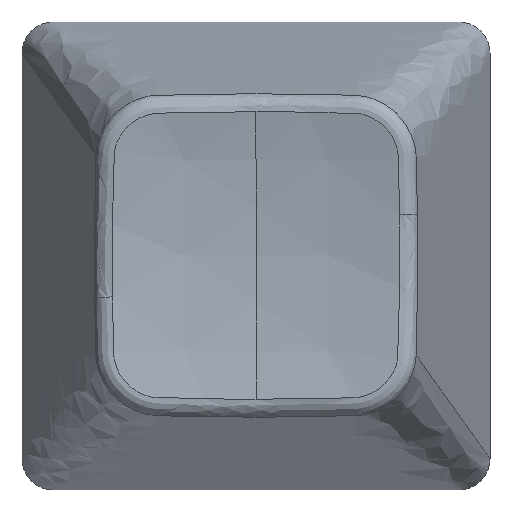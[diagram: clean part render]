
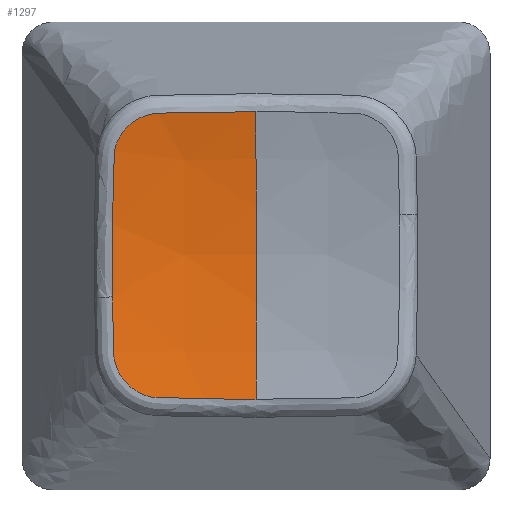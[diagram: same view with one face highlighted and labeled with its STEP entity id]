
A CAD part, top view. The second image highlights one B-rep face of the part: STEP entity #1297.
In plain terms, the highlighted spherical face has radius 33.352 mm.
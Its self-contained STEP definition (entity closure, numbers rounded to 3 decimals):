
#225 = VERTEX_POINT('',#226);
#226 = CARTESIAN_POINT('',(0.,5.852,
    23.852));
#336 = VERTEX_POINT('',#337);
#337 = CARTESIAN_POINT('',(-5.842,-1.689,
    23.894));
#344 = EDGE_CURVE('',#225,#336,#345,.T.);
#345 = B_SPLINE_CURVE_WITH_KNOTS('',3,(#346,#347,#348,#349,#350,#351,
    #352,#353,#354,#355,#356,#357,#358,#359,#360,#361,#362,#363,#364,
    #365,#366,#367,#368,#369,#370,#371,#372,#373,#374,#375),
  .UNSPECIFIED.,.F.,.F.,(4,2,2,2,2,2,2,2,2,2,2,2,2,2,4),(
    0.036,0.039,0.04,
    0.04,0.04,0.04,
    0.041,0.041,0.042,
    0.042,0.043,0.043,
    0.043,0.045,0.048),
  .UNSPECIFIED.);
#346 = CARTESIAN_POINT('',(0.,5.852,
    23.852));
#347 = CARTESIAN_POINT('',(-1.046,5.852,
    23.852));
#348 = CARTESIAN_POINT('',(-2.093,5.84,
    23.9));
#349 = CARTESIAN_POINT('',(-3.395,5.81,
    24.02));
#350 = CARTESIAN_POINT('',(-3.655,5.804,
    24.047));
#351 = CARTESIAN_POINT('',(-3.98,5.794,
    24.084));
#352 = CARTESIAN_POINT('',(-4.045,5.792,
    24.092));
#353 = CARTESIAN_POINT('',(-4.174,5.777,
    24.105));
#354 = CARTESIAN_POINT('',(-4.239,5.766,
    24.112));
#355 = CARTESIAN_POINT('',(-4.433,5.723,
    24.13));
#356 = CARTESIAN_POINT('',(-4.557,5.68,
    24.139));
#357 = CARTESIAN_POINT('',(-4.795,5.569,24.154)
  );
#358 = CARTESIAN_POINT('',(-4.91,5.502,24.16
    ));
#359 = CARTESIAN_POINT('',(-5.122,5.343,
    24.166));
#360 = CARTESIAN_POINT('',(-5.219,5.255,
    24.167));
#361 = CARTESIAN_POINT('',(-5.484,4.96,
    24.164));
#362 = CARTESIAN_POINT('',(-5.622,4.724,
    24.152));
#363 = CARTESIAN_POINT('',(-5.746,4.351,
    24.123));
#364 = CARTESIAN_POINT('',(-5.773,4.223,
    24.111));
#365 = CARTESIAN_POINT('',(-5.793,4.026,
    24.089));
#366 = CARTESIAN_POINT('',(-5.795,3.96,
    24.082));
#367 = CARTESIAN_POINT('',(-5.799,3.828,
    24.066));
#368 = CARTESIAN_POINT('',(-5.8,3.764,
    24.059));
#369 = CARTESIAN_POINT('',(-5.809,3.444,24.025
    ));
#370 = CARTESIAN_POINT('',(-5.815,3.188,24.
    ));
#371 = CARTESIAN_POINT('',(-5.832,2.419,
    23.934));
#372 = CARTESIAN_POINT('',(-5.84,1.906,
    23.901));
#373 = CARTESIAN_POINT('',(-5.856,0.367,23.839
    ));
#374 = CARTESIAN_POINT('',(-5.855,-0.66,
    23.843));
#375 = CARTESIAN_POINT('',(-5.842,-1.689,
    23.894));
#669 = EDGE_CURVE('',#670,#672,#674,.T.);
#670 = VERTEX_POINT('',#671);
#671 = CARTESIAN_POINT('',(0.,-5.852,
    23.852));
#672 = VERTEX_POINT('',#673);
#673 = CARTESIAN_POINT('',(0.,0.,23.335));
#674 = CIRCLE('',#675,33.352);
#675 = AXIS2_PLACEMENT_3D('',#676,#677,#678);
#676 = CARTESIAN_POINT('',(0.,0.,56.687));
#677 = DIRECTION('',(1.,-0.,0.));
#678 = DIRECTION('',(0.,0.,-1.));
#680 = EDGE_CURVE('',#225,#672,#681,.T.);
#681 = CIRCLE('',#682,33.352);
#682 = AXIS2_PLACEMENT_3D('',#683,#684,#685);
#683 = CARTESIAN_POINT('',(0.,0.,56.687));
#684 = DIRECTION('',(-1.,0.,0.));
#685 = DIRECTION('',(0.,-1.,0.));
#1297 = ADVANCED_FACE('',(#1298),#1329,.F.);
#1298 = FACE_BOUND('',#1299,.F.);
#1299 = EDGE_LOOP('',(#1300,#1301,#1327,#1328));
#1300 = ORIENTED_EDGE('',*,*,#669,.F.);
#1301 = ORIENTED_EDGE('',*,*,#1302,.F.);
#1302 = EDGE_CURVE('',#336,#670,#1303,.T.);
#1303 = B_SPLINE_CURVE_WITH_KNOTS('',3,(#1304,#1305,#1306,#1307,#1308,
    #1309,#1310,#1311,#1312,#1313,#1314,#1315,#1316,#1317,#1318,#1319,
    #1320,#1321,#1322,#1323,#1324,#1325,#1326),.UNSPECIFIED.,.F.,.F.,(4,
    2,2,2,2,2,2,2,2,1,2,4),(0.006,0.008,
    0.008,0.008,0.009,
    0.009,0.01,0.011,
    0.011,0.011,0.012,
    0.015),.UNSPECIFIED.);
#1304 = CARTESIAN_POINT('',(-5.842,-1.689,
    23.894));
#1305 = CARTESIAN_POINT('',(-5.833,-2.436,
    23.931));
#1306 = CARTESIAN_POINT('',(-5.817,-3.182,
    23.992));
#1307 = CARTESIAN_POINT('',(-5.793,-4.018,
    24.088));
#1308 = CARTESIAN_POINT('',(-5.787,-4.11,
    24.099));
#1309 = CARTESIAN_POINT('',(-5.756,-4.295,
    24.117));
#1310 = CARTESIAN_POINT('',(-5.734,-4.388,
    24.126));
#1311 = CARTESIAN_POINT('',(-5.643,-4.659,
    24.147));
#1312 = CARTESIAN_POINT('',(-5.555,-4.831,
    24.157));
#1313 = CARTESIAN_POINT('',(-5.333,-5.142,
    24.167));
#1314 = CARTESIAN_POINT('',(-5.198,-5.281,
    24.168));
#1315 = CARTESIAN_POINT('',(-4.899,-5.514,
    24.16));
#1316 = CARTESIAN_POINT('',(-4.732,-5.608,
    24.151));
#1317 = CARTESIAN_POINT('',(-4.378,-5.744,
    24.126));
#1318 = CARTESIAN_POINT('',(-4.193,-5.784,
    24.108));
#1319 = CARTESIAN_POINT('',(-3.909,-5.798,
    24.076));
#1320 = CARTESIAN_POINT('',(-3.814,-5.799,
    24.065));
#1321 = CARTESIAN_POINT('',(-3.624,-5.804,
    24.044));
#1322 = CARTESIAN_POINT('',(-3.149,-5.817,
    23.994));
#1323 = CARTESIAN_POINT('',(-2.673,-5.827,
    23.954));
#1324 = CARTESIAN_POINT('',(-1.529,-5.846,
    23.878));
#1325 = CARTESIAN_POINT('',(-0.764,-5.852,
    23.852));
#1326 = CARTESIAN_POINT('',(0.,-5.852,
    23.852));
#1327 = ORIENTED_EDGE('',*,*,#344,.F.);
#1328 = ORIENTED_EDGE('',*,*,#680,.T.);
#1329 = SPHERICAL_SURFACE('',#1330,33.352);
#1330 = AXIS2_PLACEMENT_3D('',#1331,#1332,#1333);
#1331 = CARTESIAN_POINT('',(0.,0.,56.687));
#1332 = DIRECTION('',(-1.,0.,0.));
#1333 = DIRECTION('',(0.,-1.,0.));
